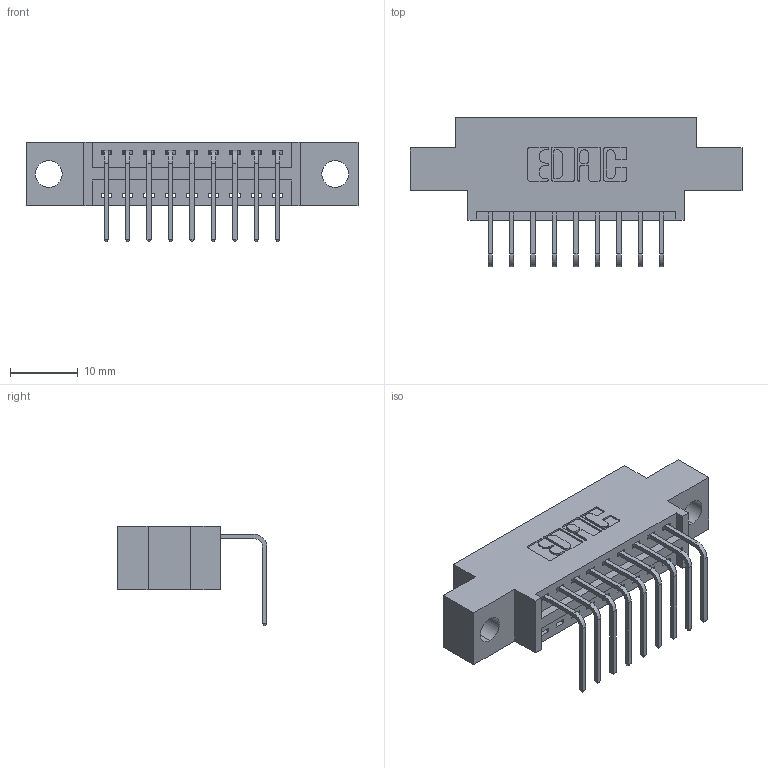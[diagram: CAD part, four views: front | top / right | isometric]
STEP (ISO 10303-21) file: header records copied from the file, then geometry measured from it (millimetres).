
FILE_DESCRIPTION (( 'STEP AP203' ), '1' );
FILE_NAME ('346-009-558-604.STEP', '2022-05-04T22:54:33', ( '' ), ( '' ), 'SwSTEP 2.0', 'SolidWorks 2020', '' );
FILE_SCHEMA (( 'CONFIG_CONTROL_DESIGN' ));
Length unit declared in the file: inch
Products named in the file (3): 346 Part_0.170 Offset - 0.156 Dia-TH; 346-009-558-604; 345-292-001_558 Tail - 2
Assembly tree (10 placements, depth 2):
  346-009-558-604
    346 Part_0.170 Offset - 0.156 Dia-TH
    345-292-001_558 Tail - 2  x9
Bounding box: 49.15 x 22.16 x 14.73 mm (x, y, z)
Volume: 4246.7 mm3; surface area: 5128.2 mm2
Topology: 10 solids, 10 shells, 680 faces, 2015 edges, 1330 vertices
Faces by surface type: plane 472, cylinder 208
Entity records: 10663 total; most frequent: CARTESIAN_POINT 1849, ORIENTED_EDGE 1790, DIRECTION 1669, EDGE_CURVE 895, LINE 727, VECTOR 727, VERTEX_POINT 594, AXIS2_PLACEMENT_3D 471
